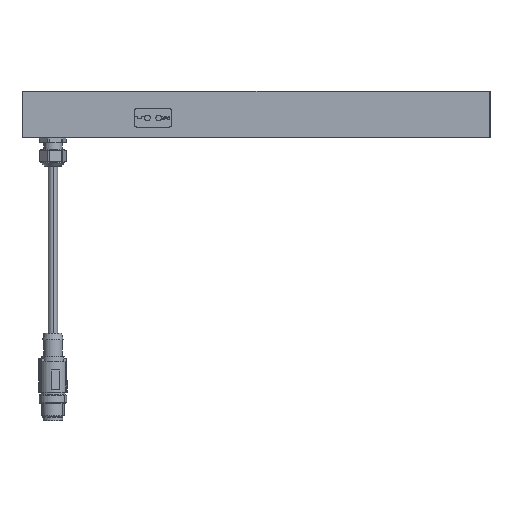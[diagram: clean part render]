
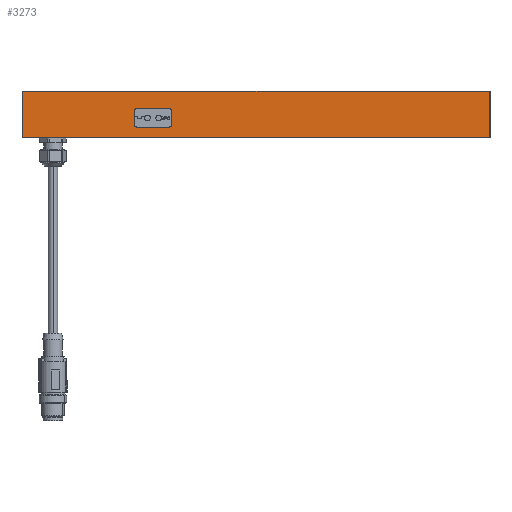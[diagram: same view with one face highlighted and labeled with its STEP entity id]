
A CAD part, front view. The second image highlights one B-rep face of the part: STEP entity #3273.
In plain terms, the highlighted planar face has unit normal (0, -1, 0).
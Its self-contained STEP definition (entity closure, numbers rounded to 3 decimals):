
#274=DIRECTION('',(-1.,0.,0.));
#275=VECTOR('',#274,249.);
#276=CARTESIAN_POINT('',(124.5,-15.5,0.));
#277=LINE('',#276,#275);
#430=DIRECTION('',(0.,0.,1.));
#431=VECTOR('',#430,25.);
#432=CARTESIAN_POINT('',(-124.5,-15.5,0.));
#433=LINE('',#432,#431);
#438=DIRECTION('',(-1.,0.,0.));
#439=VECTOR('',#438,249.);
#440=CARTESIAN_POINT('',(124.5,-15.5,25.));
#441=LINE('',#440,#439);
#442=CARTESIAN_POINT('',(-46.5,-15.5,7.2));
#443=DIRECTION('',(0.,1.,0.));
#444=DIRECTION('',(1.,0.,0.));
#445=AXIS2_PLACEMENT_3D('',#442,#443,#444);
#447=CARTESIAN_POINT('',(-46.5,-15.5,14.2));
#448=DIRECTION('',(0.,1.,0.));
#449=DIRECTION('',(0.,0.,1.));
#450=AXIS2_PLACEMENT_3D('',#447,#448,#449);
#452=CARTESIAN_POINT('',(-63.5,-15.5,14.2));
#453=DIRECTION('',(0.,1.,0.));
#454=DIRECTION('',(-1.,0.,0.));
#455=AXIS2_PLACEMENT_3D('',#452,#453,#454);
#457=CARTESIAN_POINT('',(-63.5,-15.5,7.2));
#458=DIRECTION('',(0.,1.,0.));
#459=DIRECTION('',(0.,0.,-1.));
#460=AXIS2_PLACEMENT_3D('',#457,#458,#459);
#466=DIRECTION('',(0.,0.,-1.));
#467=VECTOR('',#466,25.);
#468=CARTESIAN_POINT('',(124.5,-15.5,25.));
#469=LINE('',#468,#467);
#470=DIRECTION('',(1.,0.,0.));
#471=VECTOR('',#470,17.);
#472=CARTESIAN_POINT('',(-63.5,-15.5,5.7));
#473=LINE('',#472,#471);
#546=DIRECTION('',(0.,0.,-1.));
#547=VECTOR('',#546,7.);
#548=CARTESIAN_POINT('',(-65.,-15.5,14.2));
#549=LINE('',#548,#547);
#558=DIRECTION('',(-1.,0.,0.));
#559=VECTOR('',#558,17.);
#560=CARTESIAN_POINT('',(-46.5,-15.5,15.7));
#561=LINE('',#560,#559);
#570=DIRECTION('',(0.,0.,1.));
#571=VECTOR('',#570,7.);
#572=CARTESIAN_POINT('',(-45.,-15.5,7.2));
#573=LINE('',#572,#571);
#2190=CARTESIAN_POINT('',(124.5,-15.5,0.));
#2191=CARTESIAN_POINT('',(-124.5,-15.5,0.));
#2192=VERTEX_POINT('',#2190);
#2193=VERTEX_POINT('',#2191);
#2194=CARTESIAN_POINT('',(124.5,-15.5,25.));
#2195=VERTEX_POINT('',#2194);
#2196=CARTESIAN_POINT('',(-124.5,-15.5,25.));
#2197=VERTEX_POINT('',#2196);
#2198=CARTESIAN_POINT('',(-63.5,-15.5,5.7));
#2199=CARTESIAN_POINT('',(-46.5,-15.5,5.7));
#2200=VERTEX_POINT('',#2198);
#2201=VERTEX_POINT('',#2199);
#2202=CARTESIAN_POINT('',(-65.,-15.5,7.2));
#2203=VERTEX_POINT('',#2202);
#2204=CARTESIAN_POINT('',(-65.,-15.5,14.2));
#2205=VERTEX_POINT('',#2204);
#2206=CARTESIAN_POINT('',(-63.5,-15.5,15.7));
#2207=VERTEX_POINT('',#2206);
#2208=CARTESIAN_POINT('',(-46.5,-15.5,15.7));
#2209=VERTEX_POINT('',#2208);
#2210=CARTESIAN_POINT('',(-45.,-15.5,14.2));
#2211=VERTEX_POINT('',#2210);
#2212=CARTESIAN_POINT('',(-45.,-15.5,7.2));
#2213=VERTEX_POINT('',#2212);
#3243=CARTESIAN_POINT('',(-125.,-15.5,25.));
#3244=DIRECTION('',(0.,1.,0.));
#3245=DIRECTION('',(-1.,0.,0.));
#3246=AXIS2_PLACEMENT_3D('',#3243,#3244,#3245);
#3247=PLANE('',#3246);
#3248=ORIENTED_EDGE('',*,*,#3077,.T.);
#3249=ORIENTED_EDGE('',*,*,#3229,.T.);
#3250=ORIENTED_EDGE('',*,*,#2938,.F.);
#3252=ORIENTED_EDGE('',*,*,#3251,.T.);
#3253=EDGE_LOOP('',(#3248,#3249,#3250,#3252));
#3254=FACE_OUTER_BOUND('',#3253,.F.);
#3256=ORIENTED_EDGE('',*,*,#3255,.T.);
#3258=ORIENTED_EDGE('',*,*,#3257,.F.);
#3260=ORIENTED_EDGE('',*,*,#3259,.T.);
#3262=ORIENTED_EDGE('',*,*,#3261,.F.);
#3264=ORIENTED_EDGE('',*,*,#3263,.T.);
#3266=ORIENTED_EDGE('',*,*,#3265,.F.);
#3268=ORIENTED_EDGE('',*,*,#3267,.T.);
#3270=ORIENTED_EDGE('',*,*,#3269,.F.);
#3271=EDGE_LOOP('',(#3256,#3258,#3260,#3262,#3264,#3266,#3268,#3270));
#3272=FACE_BOUND('',#3271,.F.);
#3273=ADVANCED_FACE('',(#3254,#3272),#3247,.F.);
#446=CIRCLE('',#445,1.5);
#451=CIRCLE('',#450,1.5);
#456=CIRCLE('',#455,1.5);
#461=CIRCLE('',#460,1.5);
#2938=EDGE_CURVE('',#2195,#2197,#441,.T.);
#3077=EDGE_CURVE('',#2192,#2193,#277,.T.);
#3229=EDGE_CURVE('',#2193,#2197,#433,.T.);
#3251=EDGE_CURVE('',#2195,#2192,#469,.T.);
#3255=EDGE_CURVE('',#2200,#2201,#473,.T.);
#3257=EDGE_CURVE('',#2213,#2201,#446,.T.);
#3259=EDGE_CURVE('',#2213,#2211,#573,.T.);
#3261=EDGE_CURVE('',#2209,#2211,#451,.T.);
#3263=EDGE_CURVE('',#2209,#2207,#561,.T.);
#3265=EDGE_CURVE('',#2205,#2207,#456,.T.);
#3267=EDGE_CURVE('',#2205,#2203,#549,.T.);
#3269=EDGE_CURVE('',#2200,#2203,#461,.T.);
